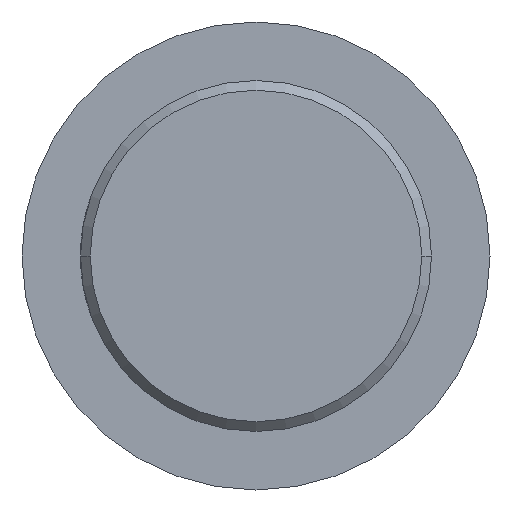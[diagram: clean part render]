
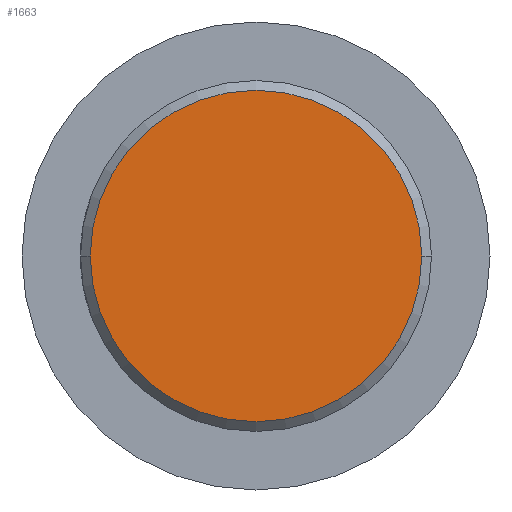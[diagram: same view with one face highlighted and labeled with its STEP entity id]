
A CAD part, left-side view. The second image highlights one B-rep face of the part: STEP entity #1663.
In plain terms, the highlighted planar face has unit normal (-1, 0, 0).
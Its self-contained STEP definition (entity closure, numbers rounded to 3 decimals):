
#620=CARTESIAN_POINT('',(-84.9,0.,0.));
#621=DIRECTION('',(-1.,0.,0.));
#622=DIRECTION('',(0.,1.,0.));
#623=AXIS2_PLACEMENT_3D('',#620,#621,#622);
#625=CARTESIAN_POINT('',(-84.9,0.,0.));
#626=DIRECTION('',(-1.,0.,0.));
#627=DIRECTION('',(0.,-1.,0.));
#628=AXIS2_PLACEMENT_3D('',#625,#626,#627);
#1325=CARTESIAN_POINT('',(-84.9,8.5,0.));
#1326=CARTESIAN_POINT('',(-84.9,-8.5,0.));
#1327=VERTEX_POINT('',#1325);
#1328=VERTEX_POINT('',#1326);
#1653=CARTESIAN_POINT('',(-84.9,0.,0.));
#1654=DIRECTION('',(1.,0.,0.));
#1655=DIRECTION('',(0.,-1.,0.));
#1656=AXIS2_PLACEMENT_3D('',#1653,#1654,#1655);
#1657=PLANE('',#1656);
#1659=ORIENTED_EDGE('',*,*,#1658,.F.);
#1660=ORIENTED_EDGE('',*,*,#1643,.F.);
#1661=EDGE_LOOP('',(#1659,#1660));
#1662=FACE_OUTER_BOUND('',#1661,.F.);
#1663=ADVANCED_FACE('',(#1662),#1657,.F.);
#624=CIRCLE('',#623,8.5);
#629=CIRCLE('',#628,8.5);
#1643=EDGE_CURVE('',#1328,#1327,#629,.T.);
#1658=EDGE_CURVE('',#1327,#1328,#624,.T.);
